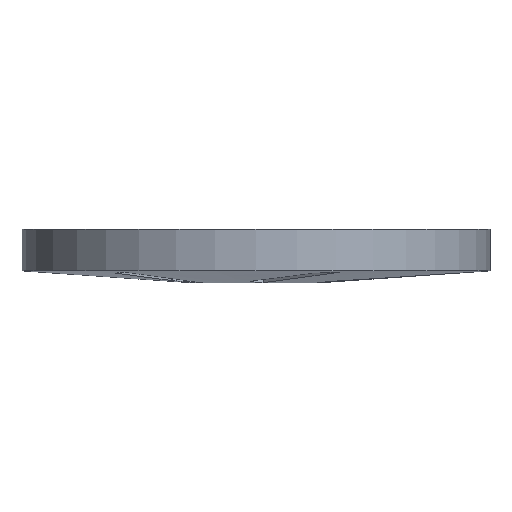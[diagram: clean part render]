
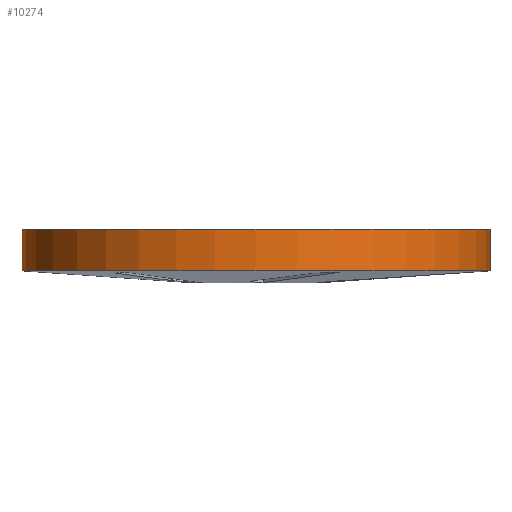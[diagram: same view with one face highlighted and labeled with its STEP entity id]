
A CAD part, front view. The second image highlights one B-rep face of the part: STEP entity #10274.
In plain terms, the highlighted cylindrical face has radius 222.5 mm (diameter 445 mm), a full revolution.
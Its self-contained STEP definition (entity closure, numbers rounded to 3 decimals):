
#127=CYLINDRICAL_SURFACE('',#10752,222.5);
#202=CIRCLE('',#10679,222.5);
#234=CIRCLE('',#10753,222.5);
#1076=FACE_OUTER_BOUND('',#1660,.T.);
#1660=EDGE_LOOP('',(#9434,#9435,#9436,#9437));
#3014=LINE('',#18677,#3886);
#3886=VECTOR('',#12537,222.5);
#4866=VERTEX_POINT('',#18467);
#4902=VERTEX_POINT('',#18675);
#6347=EDGE_CURVE('',#4866,#4866,#202,.T.);
#6421=EDGE_CURVE('',#4902,#4902,#234,.T.);
#6422=EDGE_CURVE('',#4902,#4866,#3014,.T.);
#9434=ORIENTED_EDGE('',*,*,#6421,.F.);
#9435=ORIENTED_EDGE('',*,*,#6422,.T.);
#9436=ORIENTED_EDGE('',*,*,#6347,.T.);
#9437=ORIENTED_EDGE('',*,*,#6422,.F.);
#10274=ADVANCED_FACE('',(#1076),#127,.T.);
#10679=AXIS2_PLACEMENT_3D('',#18469,#12356,#12357);
#10752=AXIS2_PLACEMENT_3D('',#18674,#12533,#12534);
#10753=AXIS2_PLACEMENT_3D('',#18676,#12535,#12536);
#12356=DIRECTION('center_axis',(0.,0.,-1.));
#12357=DIRECTION('ref_axis',(1.,0.,0.));
#12533=DIRECTION('center_axis',(0.,0.,-1.));
#12534=DIRECTION('ref_axis',(-1.,0.,0.));
#12535=DIRECTION('center_axis',(0.,0.,-1.));
#12536=DIRECTION('ref_axis',(1.,0.,0.));
#12537=DIRECTION('',(0.,0.,1.));
#18467=CARTESIAN_POINT('',(222.5,0.,51.));
#18469=CARTESIAN_POINT('Origin',(0.,0.,51.));
#18674=CARTESIAN_POINT('Origin',(0.,0.,31.182));
#18675=CARTESIAN_POINT('',(222.5,0.,11.363));
#18676=CARTESIAN_POINT('Origin',(0.,0.,11.363));
#18677=CARTESIAN_POINT('',(222.5,0.,31.182));
